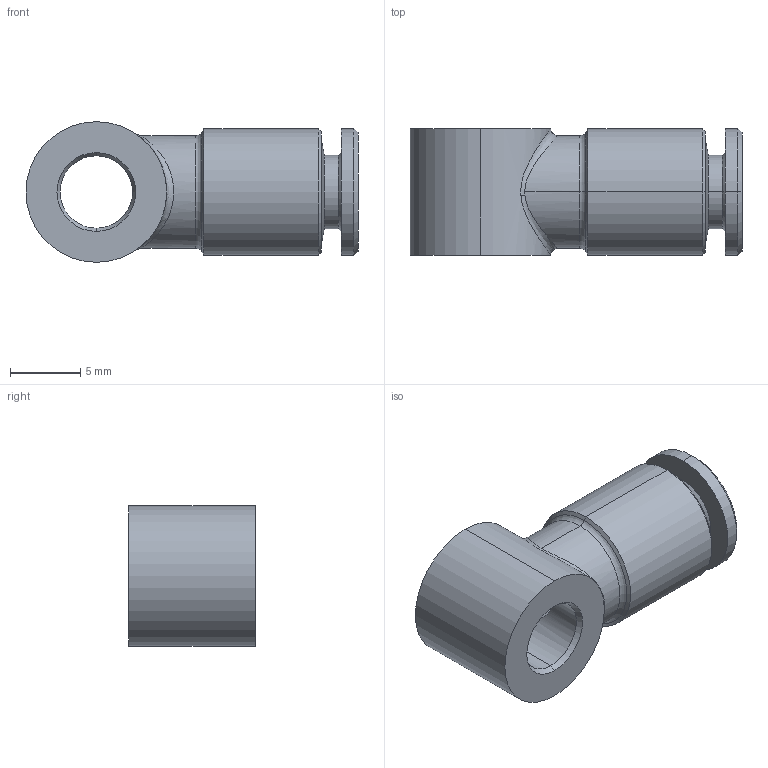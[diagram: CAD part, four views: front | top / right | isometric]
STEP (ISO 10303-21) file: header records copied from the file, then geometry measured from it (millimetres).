
FILE_DESCRIPTION (( 'STEP AP203' ), '1' );
FILE_NAME ('A0250010.STEP', '2009-12-10T10:11:09', ( '' ), ( 'sopra-pneumatic' ), 'SwSTEP 2.0', 'SolidWorks 2009', '' );
FILE_SCHEMA (( 'CONFIG_CONTROL_DESIGN' ));
Length unit declared in the file: millimetre
Products named in the file (1): A0250010
Bounding box: 23.6 x 9 x 10 mm (x, y, z)
Volume: 1113.4 mm3; surface area: 1187.1 mm2
Topology: 1 solids, 1 shells, 44 faces, 94 edges, 54 vertices
Faces by surface type: cone 18, cylinder 17, plane 5, bspline 2, torus 2
Entity records: 2241 total; most frequent: CARTESIAN_POINT 1195, DIRECTION 220, ORIENTED_EDGE 188, EDGE_CURVE 94, AXIS2_PLACEMENT_3D 93, VERTEX_POINT 54, CIRCLE 50, EDGE_LOOP 50
